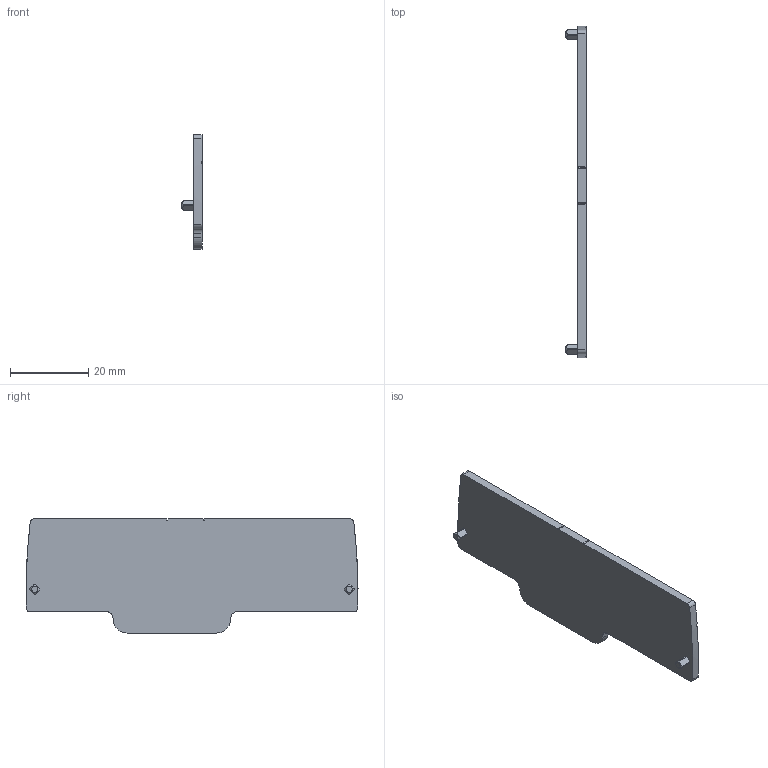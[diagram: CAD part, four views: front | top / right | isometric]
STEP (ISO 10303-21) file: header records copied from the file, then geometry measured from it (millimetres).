
FILE_DESCRIPTION(('CATIA V5R24 STEP','CAx-IF Rec.Pracs.--- Model Styling and Organization---1.2---2011-12-15'),'2;1');
FILE_NAME ('8817429_2', '2017-07-31T06:26:09+00:00', ('Weidmueller Interface'), ('Weidmueller'), 'CATIA Version 5-6 Release 2014 SP4 HF52', 'CATIA V5 STEP AP214', 'none');
FILE_SCHEMA(('AUTOMOTIVE_DESIGN { 1 0 10303 214 1 1 1 1 }'));
Length unit declared in the file: millimetre
Products named in the file (1): 1514470000_AEP_PGTB_2-5_4C-2_BL
Bounding box: 5.1 x 84.64 x 29.1 mm (x, y, z)
Volume: 4523.3 mm3; surface area: 4822.6 mm2
Topology: 1 solids, 1 shells, 78 faces, 220 edges, 144 vertices
Faces by surface type: plane 44, cylinder 28, cone 6
Entity records: 2600 total; most frequent: CARTESIAN_POINT 569, ORIENTED_EDGE 436, DIRECTION 332, EDGE_CURVE 218, VERTEX_POINT 144, VECTOR 140, LINE 140, AXIS2_PLACEMENT_3D 125
